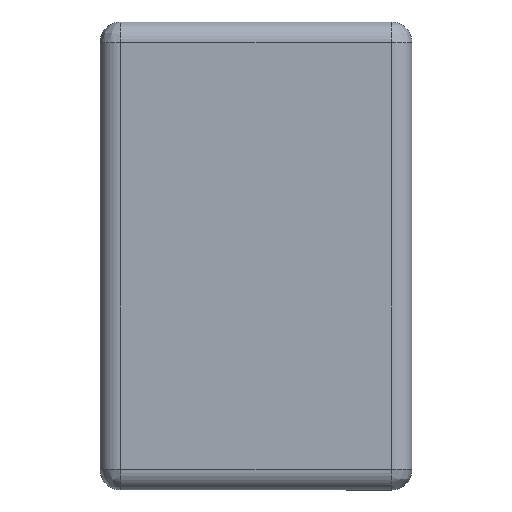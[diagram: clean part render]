
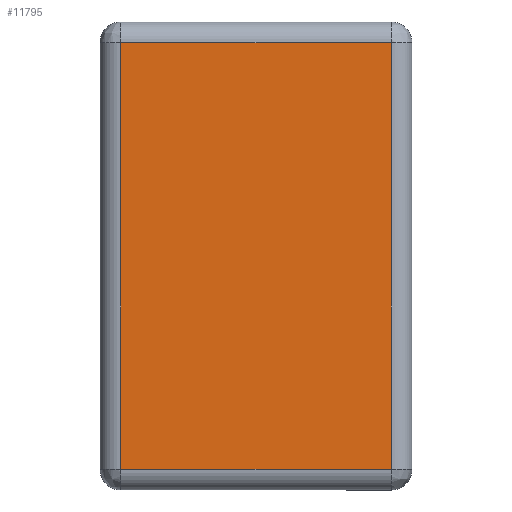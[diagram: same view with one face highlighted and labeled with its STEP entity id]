
A CAD part, top view. The second image highlights one B-rep face of the part: STEP entity #11795.
In plain terms, the highlighted planar face has unit normal (0, 0, 1).
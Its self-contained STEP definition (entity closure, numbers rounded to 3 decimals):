
#115 = EDGE_CURVE ( 'NONE', #10752, #4694, #1428, .T. ) ;
#1048 = CARTESIAN_POINT ( 'NONE',  ( -13., -20.5, 3. ) ) ;
#1168 = CARTESIAN_POINT ( 'NONE',  ( 0., 0., 3. ) ) ;
#1274 = LINE ( 'NONE', #9160, #3138 ) ;
#1375 = EDGE_LOOP ( 'NONE', ( #8681, #10648, #7933, #6082 ) ) ;
#1428 = LINE ( 'NONE', #4549, #5964 ) ;
#1732 = CARTESIAN_POINT ( 'NONE',  ( 13., 0., 3. ) ) ;
#2009 = PLANE ( 'NONE',  #4243 ) ;
#2497 = VECTOR ( 'NONE', #4425, 1000. ) ;
#2967 = DIRECTION ( 'NONE',  ( -1., 0., 0. ) ) ;
#3138 = VECTOR ( 'NONE', #9278, 1000. ) ;
#4051 = LINE ( 'NONE', #1732, #2497 ) ;
#4243 = AXIS2_PLACEMENT_3D ( 'NONE', #1168, #8335, #2967 ) ;
#4288 = CARTESIAN_POINT ( 'NONE',  ( -13., 20.5, 3. ) ) ;
#4400 = LINE ( 'NONE', #7086, #9499 ) ;
#4425 = DIRECTION ( 'NONE',  ( 0., -1., 0. ) ) ;
#4549 = CARTESIAN_POINT ( 'NONE',  ( -13., 0., 3. ) ) ;
#4694 = VERTEX_POINT ( 'NONE', #4288 ) ;
#5730 = EDGE_CURVE ( 'NONE', #4694, #11099, #1274, .T. ) ;
#5964 = VECTOR ( 'NONE', #10864, 1000. ) ;
#6082 = ORIENTED_EDGE ( 'NONE', *, *, #10914, .F. ) ;
#6243 = DIRECTION ( 'NONE',  ( -1., 0., 0. ) ) ;
#6450 = FACE_OUTER_BOUND ( 'NONE', #1375, .T. ) ;
#6618 = EDGE_CURVE ( 'NONE', #10788, #10752, #4400, .T. ) ;
#7086 = CARTESIAN_POINT ( 'NONE',  ( 0., -20.5, 3. ) ) ;
#7536 = CARTESIAN_POINT ( 'NONE',  ( 13., -20.5, 3. ) ) ;
#7933 = ORIENTED_EDGE ( 'NONE', *, *, #6618, .F. ) ;
#8335 = DIRECTION ( 'NONE',  ( 0., 0., -1. ) ) ;
#8681 = ORIENTED_EDGE ( 'NONE', *, *, #5730, .F. ) ;
#9160 = CARTESIAN_POINT ( 'NONE',  ( 0., 20.5, 3. ) ) ;
#9278 = DIRECTION ( 'NONE',  ( 1., 0., 0. ) ) ;
#9499 = VECTOR ( 'NONE', #6243, 1000. ) ;
#9734 = CARTESIAN_POINT ( 'NONE',  ( 13., 20.5, 3. ) ) ;
#10648 = ORIENTED_EDGE ( 'NONE', *, *, #115, .F. ) ;
#10752 = VERTEX_POINT ( 'NONE', #1048 ) ;
#10788 = VERTEX_POINT ( 'NONE', #7536 ) ;
#10864 = DIRECTION ( 'NONE',  ( 0., 1., 0. ) ) ;
#10914 = EDGE_CURVE ( 'NONE', #11099, #10788, #4051, .T. ) ;
#11099 = VERTEX_POINT ( 'NONE', #9734 ) ;
#11795 = ADVANCED_FACE ( 'NONE', ( #6450 ), #2009, .F. ) ;
